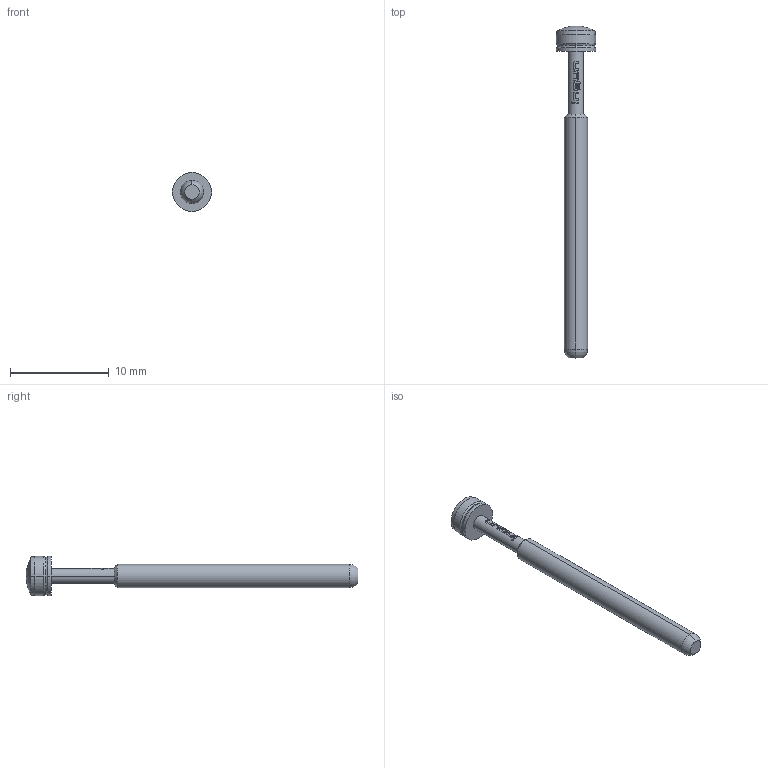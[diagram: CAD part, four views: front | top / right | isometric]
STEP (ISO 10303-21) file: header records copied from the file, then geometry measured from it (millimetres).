
FILE_DESCRIPTION (( 'STEP AP203' ), '1' );
FILE_NAME ('INGUN_HSS-004_305_396_S_xx00.STEP', '2022-01-31T12:05:28', ( 'ochi' ), ( '' ), 'SwSTEP 2.0', 'SolidWorks 2018', '' );
FILE_SCHEMA (( 'CONFIG_CONTROL_DESIGN' ));
Length unit declared in the file: millimetre
Products named in the file (1): INGUN_HSS-004_305_396_S_xx00
Bounding box: 3.96 x 33.6 x 3.96 mm (x, y, z)
Volume: 145.1 mm3; surface area: 264.6 mm2
Topology: 1 solids, 1 shells, 92 faces, 236 edges, 155 vertices
Faces by surface type: bspline 55, cylinder 14, plane 11, torus 6, cone 4, sphere 2
Entity records: 4043 total; most frequent: CARTESIAN_POINT 2225, ORIENTED_EDGE 472, EDGE_CURVE 236, B_SPLINE_CURVE_WITH_KNOTS 186, DIRECTION 164, VERTEX_POINT 155, EDGE_LOOP 101, FACE_OUTER_BOUND 92
